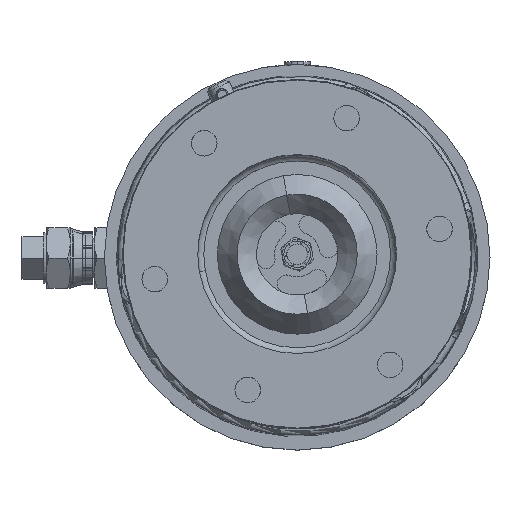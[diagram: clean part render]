
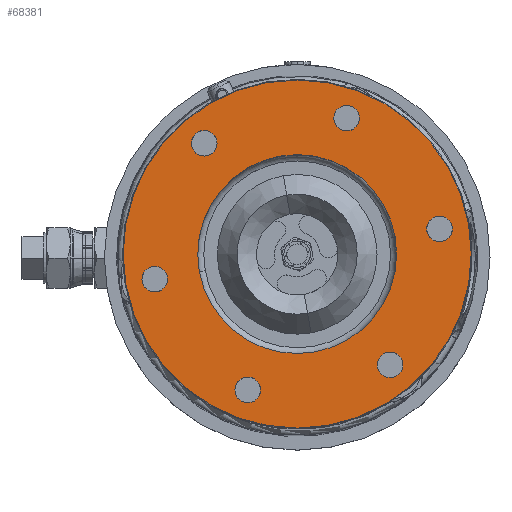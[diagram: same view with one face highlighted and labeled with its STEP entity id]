
A CAD part, top view. The second image highlights one B-rep face of the part: STEP entity #68381.
In plain terms, the highlighted planar face has unit normal (0, 0, 1).
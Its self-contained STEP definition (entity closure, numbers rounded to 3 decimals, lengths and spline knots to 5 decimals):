
#19495=CARTESIAN_POINT('',(0.07504,0.01323,
1.01679));
#19496=DIRECTION('',(0.,0.,-1.));
#19497=DIRECTION('',(-0.342,-0.94,0.));
#19498=AXIS2_PLACEMENT_3D('',#19495,#19496,#19497);
#19500=CARTESIAN_POINT('',(0.07504,0.01323,
1.01679));
#19501=DIRECTION('',(0.,0.,-1.));
#19502=DIRECTION('',(0.342,0.94,0.));
#19503=AXIS2_PLACEMENT_3D('',#19500,#19501,#19502);
#19505=CARTESIAN_POINT('',(0.02606,0.0716,
1.01679));
#19506=DIRECTION('',(0.,0.,-1.));
#19507=DIRECTION('',(0.643,-0.766,0.));
#19508=AXIS2_PLACEMENT_3D('',#19505,#19506,#19507);
#19510=CARTESIAN_POINT('',(0.02606,0.0716,
1.01679));
#19511=DIRECTION('',(0.,0.,-1.));
#19512=DIRECTION('',(-0.643,0.766,0.));
#19513=AXIS2_PLACEMENT_3D('',#19510,#19511,#19512);
#19515=CARTESIAN_POINT('',(-0.04898,0.05837,
1.01679));
#19516=DIRECTION('',(0.,0.,-1.));
#19517=DIRECTION('',(0.985,0.174,0.));
#19518=AXIS2_PLACEMENT_3D('',#19515,#19516,#19517);
#19520=CARTESIAN_POINT('',(-0.04898,0.05837,
1.01679));
#19521=DIRECTION('',(0.,0.,-1.));
#19522=DIRECTION('',(-0.985,-0.174,0.));
#19523=AXIS2_PLACEMENT_3D('',#19520,#19521,#19522);
#19525=CARTESIAN_POINT('',(-0.07504,-0.01323,
1.01679));
#19526=DIRECTION('',(0.,0.,-1.));
#19527=DIRECTION('',(0.342,0.94,0.));
#19528=AXIS2_PLACEMENT_3D('',#19525,#19526,#19527);
#19530=CARTESIAN_POINT('',(-0.07504,-0.01323,
1.01679));
#19531=DIRECTION('',(0.,0.,-1.));
#19532=DIRECTION('',(-0.342,-0.94,0.));
#19533=AXIS2_PLACEMENT_3D('',#19530,#19531,#19532);
#19535=CARTESIAN_POINT('',(-0.02606,-0.0716,
1.01679));
#19536=DIRECTION('',(0.,0.,-1.));
#19537=DIRECTION('',(-0.643,0.766,0.));
#19538=AXIS2_PLACEMENT_3D('',#19535,#19536,#19537);
#19540=CARTESIAN_POINT('',(-0.02606,-0.0716,
1.01679));
#19541=DIRECTION('',(0.,0.,-1.));
#19542=DIRECTION('',(0.643,-0.766,0.));
#19543=AXIS2_PLACEMENT_3D('',#19540,#19541,#19542);
#19545=CARTESIAN_POINT('',(0.04898,-0.05837,
1.01679));
#19546=DIRECTION('',(0.,0.,-1.));
#19547=DIRECTION('',(-0.985,-0.174,0.));
#19548=AXIS2_PLACEMENT_3D('',#19545,#19546,#19547);
#19550=CARTESIAN_POINT('',(0.04898,-0.05837,
1.01679));
#19551=DIRECTION('',(0.,0.,-1.));
#19552=DIRECTION('',(0.985,0.174,0.));
#19553=AXIS2_PLACEMENT_3D('',#19550,#19551,#19552);
#19555=CARTESIAN_POINT('',(0.,0.,1.01679));
#19556=DIRECTION('',(0.,0.,-1.));
#19557=DIRECTION('',(0.985,0.174,0.));
#19558=AXIS2_PLACEMENT_3D('',#19555,#19556,#19557);
#19560=CARTESIAN_POINT('',(0.,0.,1.01679));
#19561=DIRECTION('',(0.,0.,-1.));
#19562=DIRECTION('',(-0.985,-0.174,0.));
#19563=AXIS2_PLACEMENT_3D('',#19560,#19561,#19562);
#19565=CARTESIAN_POINT('',(0.,0.,1.01679));
#19566=DIRECTION('',(0.,0.,1.));
#19567=DIRECTION('',(0.179,-0.984,0.));
#19568=AXIS2_PLACEMENT_3D('',#19565,#19566,#19567);
#19570=CARTESIAN_POINT('',(0.,0.,1.01679));
#19571=DIRECTION('',(0.,0.,1.));
#19572=DIRECTION('',(-0.179,0.984,0.));
#19573=AXIS2_PLACEMENT_3D('',#19570,#19571,#19572);
#19839=CARTESIAN_POINT('',(0.,0.,1.01679));
#19840=DIRECTION('',(0.,0.,-1.));
#19841=DIRECTION('',(-0.179,0.984,0.));
#19842=AXIS2_PLACEMENT_3D('',#19839,#19840,#19841);
#19859=CARTESIAN_POINT('',(0.,0.,1.01679));
#19860=DIRECTION('',(0.,0.,-1.));
#19861=DIRECTION('',(0.179,-0.984,0.));
#19862=AXIS2_PLACEMENT_3D('',#19859,#19860,#19861);
#37222=CARTESIAN_POINT('',(-0.02173,-0.07677,
1.01679));
#37223=VERTEX_POINT('',#37222);
#37224=CARTESIAN_POINT('',(-0.0304,-0.06644,
1.01679));
#37225=VERTEX_POINT('',#37224);
#37226=CARTESIAN_POINT('',(0.01644,-0.09022,
1.01679));
#37227=CARTESIAN_POINT('',(0.01592,-0.09031,
1.01679));
#37228=VERTEX_POINT('',#37226);
#37229=VERTEX_POINT('',#37227);
#37230=CARTESIAN_POINT('',(-0.01592,0.09031,
1.01679));
#37231=VERTEX_POINT('',#37230);
#37232=CARTESIAN_POINT('',(-0.01644,0.09022,
1.01679));
#37233=VERTEX_POINT('',#37232);
#37234=CARTESIAN_POINT('',(-0.05159,-0.0091,
1.01679));
#37235=CARTESIAN_POINT('',(0.05159,0.0091,
1.01679));
#37236=VERTEX_POINT('',#37234);
#37237=VERTEX_POINT('',#37235);
#37238=CARTESIAN_POINT('',(0.05562,-0.0572,
1.01679));
#37239=CARTESIAN_POINT('',(0.04234,-0.05954,
1.01679));
#37240=VERTEX_POINT('',#37238);
#37241=VERTEX_POINT('',#37239);
#37242=CARTESIAN_POINT('',(-0.07735,-0.01957,
1.01679));
#37243=CARTESIAN_POINT('',(-0.07274,-0.0069,
1.01679));
#37244=VERTEX_POINT('',#37242);
#37245=VERTEX_POINT('',#37243);
#37246=CARTESIAN_POINT('',(-0.05562,0.0572,
1.01679));
#37247=CARTESIAN_POINT('',(-0.04234,0.05954,
1.01679));
#37248=VERTEX_POINT('',#37246);
#37249=VERTEX_POINT('',#37247);
#37250=CARTESIAN_POINT('',(0.02173,0.07677,
1.01679));
#37251=CARTESIAN_POINT('',(0.0304,0.06644,
1.01679));
#37252=VERTEX_POINT('',#37250);
#37253=VERTEX_POINT('',#37251);
#37254=CARTESIAN_POINT('',(0.07735,0.01957,
1.01679));
#37255=CARTESIAN_POINT('',(0.07274,0.00689,
1.01679));
#37256=VERTEX_POINT('',#37254);
#37257=VERTEX_POINT('',#37255);
#68326=CARTESIAN_POINT('',(0.,0.,1.01679));
#68327=DIRECTION('',(0.,0.,1.));
#68328=DIRECTION('',(0.985,0.174,0.));
#68329=AXIS2_PLACEMENT_3D('',#68326,#68327,#68328);
#68330=PLANE('',#68329);
#68332=ORIENTED_EDGE('',*,*,#68331,.T.);
#68334=ORIENTED_EDGE('',*,*,#68333,.F.);
#68336=ORIENTED_EDGE('',*,*,#68335,.T.);
#68338=ORIENTED_EDGE('',*,*,#68337,.F.);
#68339=EDGE_LOOP('',(#68332,#68334,#68336,#68338));
#68340=FACE_OUTER_BOUND('',#68339,.F.);
#68342=ORIENTED_EDGE('',*,*,#68341,.F.);
#68344=ORIENTED_EDGE('',*,*,#68343,.F.);
#68345=EDGE_LOOP('',(#68342,#68344));
#68346=FACE_BOUND('',#68345,.F.);
#68348=ORIENTED_EDGE('',*,*,#68347,.F.);
#68350=ORIENTED_EDGE('',*,*,#68349,.F.);
#68351=EDGE_LOOP('',(#68348,#68350));
#68352=FACE_BOUND('',#68351,.F.);
#68354=ORIENTED_EDGE('',*,*,#68353,.F.);
#68356=ORIENTED_EDGE('',*,*,#68355,.F.);
#68357=EDGE_LOOP('',(#68354,#68356));
#68358=FACE_BOUND('',#68357,.F.);
#68360=ORIENTED_EDGE('',*,*,#68359,.F.);
#68362=ORIENTED_EDGE('',*,*,#68361,.F.);
#68363=EDGE_LOOP('',(#68360,#68362));
#68364=FACE_BOUND('',#68363,.F.);
#68366=ORIENTED_EDGE('',*,*,#68365,.F.);
#68368=ORIENTED_EDGE('',*,*,#68367,.F.);
#68369=EDGE_LOOP('',(#68366,#68368));
#68370=FACE_BOUND('',#68369,.F.);
#68372=ORIENTED_EDGE('',*,*,#68371,.F.);
#68374=ORIENTED_EDGE('',*,*,#68373,.F.);
#68375=EDGE_LOOP('',(#68372,#68374));
#68376=FACE_BOUND('',#68375,.F.);
#68377=ORIENTED_EDGE('',*,*,#68308,.F.);
#68378=ORIENTED_EDGE('',*,*,#68321,.F.);
#68379=EDGE_LOOP('',(#68377,#68378));
#68380=FACE_BOUND('',#68379,.F.);
#68381=ADVANCED_FACE('',(#68340,#68346,#68352,#68358,#68364,#68370,#68376,
#68380),#68330,.T.);
#19499=CIRCLE('',#19498,0.00674);
#19504=CIRCLE('',#19503,0.00674);
#19509=CIRCLE('',#19508,0.00674);
#19514=CIRCLE('',#19513,0.00674);
#19519=CIRCLE('',#19518,0.00674);
#19524=CIRCLE('',#19523,0.00674);
#19529=CIRCLE('',#19528,0.00674);
#19534=CIRCLE('',#19533,0.00674);
#19539=CIRCLE('',#19538,0.00674);
#19544=CIRCLE('',#19543,0.00674);
#19549=CIRCLE('',#19548,0.00674);
#19554=CIRCLE('',#19553,0.00674);
#19559=CIRCLE('',#19558,0.05239);
#19564=CIRCLE('',#19563,0.05239);
#19569=CIRCLE('',#19568,0.0917);
#19574=CIRCLE('',#19573,0.0917);
#19843=CIRCLE('',#19842,0.0917);
#19863=CIRCLE('',#19862,0.0917);
#68308=EDGE_CURVE('',#37257,#37256,#19499,.T.);
#68321=EDGE_CURVE('',#37256,#37257,#19504,.T.);
#68331=EDGE_CURVE('',#37233,#37231,#19843,.T.);
#68333=EDGE_CURVE('',#37228,#37231,#19569,.T.);
#68335=EDGE_CURVE('',#37228,#37229,#19863,.T.);
#68337=EDGE_CURVE('',#37233,#37229,#19574,.T.);
#68341=EDGE_CURVE('',#37253,#37252,#19509,.T.);
#68343=EDGE_CURVE('',#37252,#37253,#19514,.T.);
#68347=EDGE_CURVE('',#37249,#37248,#19519,.T.);
#68349=EDGE_CURVE('',#37248,#37249,#19524,.T.);
#68353=EDGE_CURVE('',#37245,#37244,#19529,.T.);
#68355=EDGE_CURVE('',#37244,#37245,#19534,.T.);
#68359=EDGE_CURVE('',#37225,#37223,#19539,.T.);
#68361=EDGE_CURVE('',#37223,#37225,#19544,.T.);
#68365=EDGE_CURVE('',#37241,#37240,#19549,.T.);
#68367=EDGE_CURVE('',#37240,#37241,#19554,.T.);
#68371=EDGE_CURVE('',#37237,#37236,#19559,.T.);
#68373=EDGE_CURVE('',#37236,#37237,#19564,.T.);
